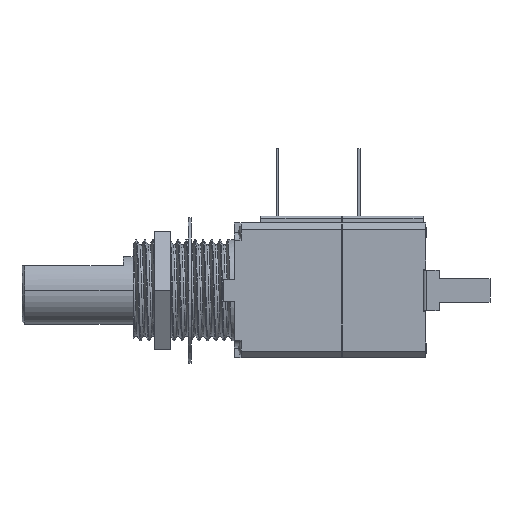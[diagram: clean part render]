
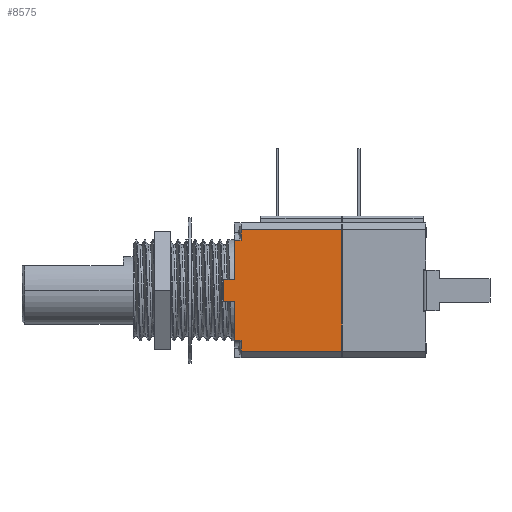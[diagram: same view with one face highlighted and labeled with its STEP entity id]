
A CAD part, left-side view. The second image highlights one B-rep face of the part: STEP entity #8575.
In plain terms, the highlighted planar face has unit normal (-1, 0, 0).
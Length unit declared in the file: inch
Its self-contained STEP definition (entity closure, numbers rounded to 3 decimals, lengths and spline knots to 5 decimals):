
#227=DIRECTION('',(0.,0.,1.));
#228=VECTOR('',#227,0.45);
#229=CARTESIAN_POINT('',(-0.25,0.,-0.225));
#230=LINE('',#229,#228);
#656=DIRECTION('',(0.,1.,0.));
#657=VECTOR('',#656,0.373);
#658=CARTESIAN_POINT('',(-0.25,0.,0.225));
#659=LINE('',#658,#657);
#668=DIRECTION('',(0.,0.,1.));
#669=VECTOR('',#668,0.04);
#670=CARTESIAN_POINT('',(-0.25,0.373,-0.225));
#671=LINE('',#670,#669);
#672=DIRECTION('',(0.,1.,0.));
#673=VECTOR('',#672,0.025);
#674=CARTESIAN_POINT('',(-0.25,0.373,-0.185));
#675=LINE('',#674,#673);
#676=DIRECTION('',(0.,1.,0.));
#677=VECTOR('',#676,0.039);
#678=CARTESIAN_POINT('',(-0.25,0.398,-0.0395));
#679=LINE('',#678,#677);
#680=DIRECTION('',(0.,1.,0.));
#681=VECTOR('',#680,0.025);
#682=CARTESIAN_POINT('',(-0.25,0.373,0.185));
#683=LINE('',#682,#681);
#684=DIRECTION('',(0.,0.,1.));
#685=VECTOR('',#684,0.04);
#686=CARTESIAN_POINT('',(-0.25,0.373,0.185));
#687=LINE('',#686,#685);
#696=DIRECTION('',(0.,-1.,0.));
#697=VECTOR('',#696,0.373);
#698=CARTESIAN_POINT('',(-0.25,0.373,-0.225));
#699=LINE('',#698,#697);
#809=DIRECTION('',(0.,0.,1.));
#810=VECTOR('',#809,0.1455);
#811=CARTESIAN_POINT('',(-0.25,0.398,0.0395));
#812=LINE('',#811,#810);
#818=DIRECTION('',(0.,0.,1.));
#819=VECTOR('',#818,0.1455);
#820=CARTESIAN_POINT('',(-0.25,0.398,-0.185));
#821=LINE('',#820,#819);
#915=DIRECTION('',(0.,1.,0.));
#916=VECTOR('',#915,0.039);
#917=CARTESIAN_POINT('',(-0.25,0.398,0.0395));
#918=LINE('',#917,#916);
#924=DIRECTION('',(0.,0.,1.));
#925=VECTOR('',#924,0.079);
#926=CARTESIAN_POINT('',(-0.25,0.437,-0.0395));
#927=LINE('',#926,#925);
#6997=CARTESIAN_POINT('',(-0.25,0.,0.225));
#6999=VERTEX_POINT('',#6997);
#7000=CARTESIAN_POINT('',(-0.25,0.,-0.225));
#7002=VERTEX_POINT('',#7000);
#7136=CARTESIAN_POINT('',(-0.25,0.437,0.0395));
#7137=CARTESIAN_POINT('',(-0.25,0.437,-0.0395));
#7138=VERTEX_POINT('',#7136);
#7139=VERTEX_POINT('',#7137);
#7140=CARTESIAN_POINT('',(-0.25,0.398,0.0395));
#7141=CARTESIAN_POINT('',(-0.25,0.398,-0.0395));
#7142=VERTEX_POINT('',#7140);
#7143=VERTEX_POINT('',#7141);
#7172=CARTESIAN_POINT('',(-0.25,0.398,0.185));
#7173=VERTEX_POINT('',#7172);
#7190=CARTESIAN_POINT('',(-0.25,0.398,-0.185));
#7191=VERTEX_POINT('',#7190);
#7192=CARTESIAN_POINT('',(-0.25,0.373,-0.225));
#7193=CARTESIAN_POINT('',(-0.25,0.373,-0.185));
#7194=VERTEX_POINT('',#7192);
#7195=VERTEX_POINT('',#7193);
#7196=CARTESIAN_POINT('',(-0.25,0.373,0.185));
#7197=CARTESIAN_POINT('',(-0.25,0.373,0.225));
#7198=VERTEX_POINT('',#7196);
#7199=VERTEX_POINT('',#7197);
#8546=CARTESIAN_POINT('',(-0.25,0.,-0.25));
#8547=DIRECTION('',(-1.,0.,0.));
#8548=DIRECTION('',(0.,0.,1.));
#8549=AXIS2_PLACEMENT_3D('',#8546,#8547,#8548);
#8550=PLANE('',#8549);
#8552=ORIENTED_EDGE('',*,*,#8551,.F.);
#8554=ORIENTED_EDGE('',*,*,#8553,.T.);
#8556=ORIENTED_EDGE('',*,*,#8555,.T.);
#8558=ORIENTED_EDGE('',*,*,#8557,.T.);
#8560=ORIENTED_EDGE('',*,*,#8559,.T.);
#8562=ORIENTED_EDGE('',*,*,#8561,.T.);
#8564=ORIENTED_EDGE('',*,*,#8563,.F.);
#8566=ORIENTED_EDGE('',*,*,#8565,.T.);
#8568=ORIENTED_EDGE('',*,*,#8567,.F.);
#8570=ORIENTED_EDGE('',*,*,#8569,.T.);
#8571=ORIENTED_EDGE('',*,*,#8537,.F.);
#8572=ORIENTED_EDGE('',*,*,#8017,.F.);
#8573=EDGE_LOOP('',(#8552,#8554,#8556,#8558,#8560,#8562,#8564,#8566,#8568,#8570,
#8571,#8572));
#8574=FACE_OUTER_BOUND('',#8573,.F.);
#8575=ADVANCED_FACE('',(#8574),#8550,.T.);
#8017=EDGE_CURVE('',#7002,#6999,#230,.T.);
#8537=EDGE_CURVE('',#6999,#7199,#659,.T.);
#8551=EDGE_CURVE('',#7194,#7002,#699,.T.);
#8553=EDGE_CURVE('',#7194,#7195,#671,.T.);
#8555=EDGE_CURVE('',#7195,#7191,#675,.T.);
#8557=EDGE_CURVE('',#7191,#7143,#821,.T.);
#8559=EDGE_CURVE('',#7143,#7139,#679,.T.);
#8561=EDGE_CURVE('',#7139,#7138,#927,.T.);
#8563=EDGE_CURVE('',#7142,#7138,#918,.T.);
#8565=EDGE_CURVE('',#7142,#7173,#812,.T.);
#8567=EDGE_CURVE('',#7198,#7173,#683,.T.);
#8569=EDGE_CURVE('',#7198,#7199,#687,.T.);
